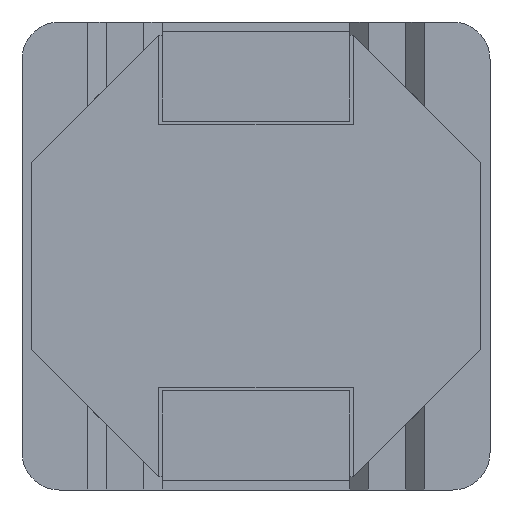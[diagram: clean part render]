
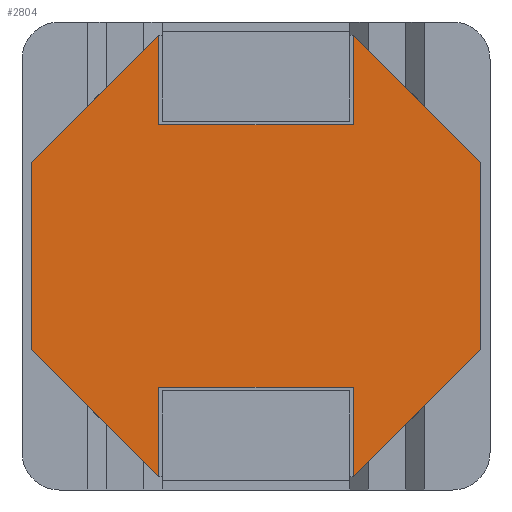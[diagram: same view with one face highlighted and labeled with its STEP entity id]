
A CAD part, front view. The second image highlights one B-rep face of the part: STEP entity #2804.
In plain terms, the highlighted planar face has unit normal (0, -1, 0).
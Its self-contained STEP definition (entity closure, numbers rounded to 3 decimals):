
#78 = EDGE_CURVE ( 'NONE', #2273, #2057, #3342, .T. ) ;
#111 = CARTESIAN_POINT ( 'NONE',  ( -6., 0., 0. ) ) ;
#116 = DIRECTION ( 'NONE',  ( 1., 0., 0. ) ) ;
#122 = EDGE_CURVE ( 'NONE', #838, #3878, #132, .T. ) ;
#132 = LINE ( 'NONE', #3883, #3050 ) ;
#250 = DIRECTION ( 'NONE',  ( 0., 0., 1. ) ) ;
#278 = ORIENTED_EDGE ( 'NONE', *, *, #2873, .F. ) ;
#284 = VERTEX_POINT ( 'NONE', #2502 ) ;
#334 = CARTESIAN_POINT ( 'NONE',  ( 2.6, 0., -3.5 ) ) ;
#336 = CARTESIAN_POINT ( 'NONE',  ( 2.6, 0., 0. ) ) ;
#340 = CARTESIAN_POINT ( 'NONE',  ( -2.6, 0., 5.9 ) ) ;
#375 = LINE ( 'NONE', #3234, #3486 ) ;
#408 = ORIENTED_EDGE ( 'NONE', *, *, #78, .F. ) ;
#452 = VECTOR ( 'NONE', #1780, 1000. ) ;
#472 = ORIENTED_EDGE ( 'NONE', *, *, #3367, .F. ) ;
#579 = LINE ( 'NONE', #1913, #3755 ) ;
#691 = DIRECTION ( 'NONE',  ( -0.707, 0., -0.707 ) ) ;
#712 = ORIENTED_EDGE ( 'NONE', *, *, #1247, .F. ) ;
#752 = VERTEX_POINT ( 'NONE', #957 ) ;
#838 = VERTEX_POINT ( 'NONE', #3921 ) ;
#957 = CARTESIAN_POINT ( 'NONE',  ( 2.6, 0., 5.9 ) ) ;
#967 = VECTOR ( 'NONE', #4136, 1000. ) ;
#1047 = VECTOR ( 'NONE', #1997, 1000. ) ;
#1117 = LINE ( 'NONE', #111, #3828 ) ;
#1242 = AXIS2_PLACEMENT_3D ( 'NONE', #3441, #3130, #250 ) ;
#1247 = EDGE_CURVE ( 'NONE', #2772, #3847, #3816, .T. ) ;
#1275 = VECTOR ( 'NONE', #2890, 1000. ) ;
#1413 = CARTESIAN_POINT ( 'NONE',  ( -2.6, 0., -5.9 ) ) ;
#1502 = DIRECTION ( 'NONE',  ( 0.707, 0., -0.707 ) ) ;
#1549 = CARTESIAN_POINT ( 'NONE',  ( 6., 0., 2.5 ) ) ;
#1561 = ORIENTED_EDGE ( 'NONE', *, *, #2196, .F. ) ;
#1616 = VECTOR ( 'NONE', #3581, 1000. ) ;
#1617 = VECTOR ( 'NONE', #2930, 1000. ) ;
#1716 = CARTESIAN_POINT ( 'NONE',  ( 2.6, 0., 0. ) ) ;
#1780 = DIRECTION ( 'NONE',  ( 0., 0., 1. ) ) ;
#1847 = ORIENTED_EDGE ( 'NONE', *, *, #3419, .F. ) ;
#1856 = FACE_OUTER_BOUND ( 'NONE', #3016, .T. ) ;
#1900 = CARTESIAN_POINT ( 'NONE',  ( 6., 0., 0. ) ) ;
#1913 = CARTESIAN_POINT ( 'NONE',  ( 2.6, 0., 5.9 ) ) ;
#1997 = DIRECTION ( 'NONE',  ( -0.707, 0., 0.707 ) ) ;
#2013 = CARTESIAN_POINT ( 'NONE',  ( 2.6, 0., -5.9 ) ) ;
#2057 = VERTEX_POINT ( 'NONE', #3556 ) ;
#2196 = EDGE_CURVE ( 'NONE', #752, #2772, #579, .T. ) ;
#2223 = EDGE_CURVE ( 'NONE', #2057, #2926, #375, .T. ) ;
#2254 = ORIENTED_EDGE ( 'NONE', *, *, #2276, .F. ) ;
#2258 = CARTESIAN_POINT ( 'NONE',  ( -6., 0., 2.5 ) ) ;
#2273 = VERTEX_POINT ( 'NONE', #334 ) ;
#2275 = LINE ( 'NONE', #3273, #1047 ) ;
#2276 = EDGE_CURVE ( 'NONE', #3824, #838, #2281, .T. ) ;
#2281 = LINE ( 'NONE', #3521, #1616 ) ;
#2297 = CARTESIAN_POINT ( 'NONE',  ( 6., 0., -2.5 ) ) ;
#2323 = DIRECTION ( 'NONE',  ( 0., 0., -1. ) ) ;
#2421 = VERTEX_POINT ( 'NONE', #3497 ) ;
#2437 = ORIENTED_EDGE ( 'NONE', *, *, #2223, .F. ) ;
#2487 = EDGE_CURVE ( 'NONE', #2926, #2421, #2275, .T. ) ;
#2502 = CARTESIAN_POINT ( 'NONE',  ( -6., 0., 2.5 ) ) ;
#2616 = VECTOR ( 'NONE', #691, 1000. ) ;
#2648 = LINE ( 'NONE', #1716, #452 ) ;
#2703 = CARTESIAN_POINT ( 'NONE',  ( 2.6, 0., 3.5 ) ) ;
#2746 = CARTESIAN_POINT ( 'NONE',  ( 6., 0., -2.5 ) ) ;
#2772 = VERTEX_POINT ( 'NONE', #1549 ) ;
#2775 = ORIENTED_EDGE ( 'NONE', *, *, #3192, .F. ) ;
#2804 = ADVANCED_FACE ( 'NONE', ( #1856 ), #3752, .F. ) ;
#2873 = EDGE_CURVE ( 'NONE', #3185, #2273, #3215, .T. ) ;
#2890 = DIRECTION ( 'NONE',  ( 0., 0., 1. ) ) ;
#2926 = VERTEX_POINT ( 'NONE', #1413 ) ;
#2930 = DIRECTION ( 'NONE',  ( 0.707, 0., 0.707 ) ) ;
#3001 = CARTESIAN_POINT ( 'NONE',  ( 0., 0., -3.5 ) ) ;
#3016 = EDGE_LOOP ( 'NONE', ( #278, #4030, #712, #1561, #1847, #3807, #2254, #2775, #472, #3248, #2437, #408 ) ) ;
#3050 = VECTOR ( 'NONE', #116, 1000. ) ;
#3130 = DIRECTION ( 'NONE',  ( 0., 1., 0. ) ) ;
#3156 = EDGE_CURVE ( 'NONE', #3847, #3185, #3880, .T. ) ;
#3185 = VERTEX_POINT ( 'NONE', #2013 ) ;
#3192 = EDGE_CURVE ( 'NONE', #284, #3824, #3228, .T. ) ;
#3215 = LINE ( 'NONE', #336, #1275 ) ;
#3228 = LINE ( 'NONE', #2258, #1617 ) ;
#3234 = CARTESIAN_POINT ( 'NONE',  ( -2.6, 0., 0. ) ) ;
#3248 = ORIENTED_EDGE ( 'NONE', *, *, #2487, .F. ) ;
#3273 = CARTESIAN_POINT ( 'NONE',  ( -2.6, 0., -5.9 ) ) ;
#3278 = DIRECTION ( 'NONE',  ( -1., 0., 0. ) ) ;
#3337 = DIRECTION ( 'NONE',  ( 0., 0., 1. ) ) ;
#3342 = LINE ( 'NONE', #3001, #3925 ) ;
#3367 = EDGE_CURVE ( 'NONE', #2421, #284, #1117, .T. ) ;
#3419 = EDGE_CURVE ( 'NONE', #3878, #752, #2648, .T. ) ;
#3441 = CARTESIAN_POINT ( 'NONE',  ( 0., 0., 0. ) ) ;
#3486 = VECTOR ( 'NONE', #2323, 1000. ) ;
#3497 = CARTESIAN_POINT ( 'NONE',  ( -6., 0., -2.5 ) ) ;
#3521 = CARTESIAN_POINT ( 'NONE',  ( -2.6, 0., 0. ) ) ;
#3556 = CARTESIAN_POINT ( 'NONE',  ( -2.6, 0., -3.5 ) ) ;
#3581 = DIRECTION ( 'NONE',  ( 0., 0., -1. ) ) ;
#3752 = PLANE ( 'NONE',  #1242 ) ;
#3755 = VECTOR ( 'NONE', #1502, 1000. ) ;
#3807 = ORIENTED_EDGE ( 'NONE', *, *, #122, .F. ) ;
#3816 = LINE ( 'NONE', #1900, #967 ) ;
#3824 = VERTEX_POINT ( 'NONE', #340 ) ;
#3828 = VECTOR ( 'NONE', #3337, 1000. ) ;
#3847 = VERTEX_POINT ( 'NONE', #2746 ) ;
#3878 = VERTEX_POINT ( 'NONE', #2703 ) ;
#3880 = LINE ( 'NONE', #2297, #2616 ) ;
#3883 = CARTESIAN_POINT ( 'NONE',  ( 0., 0., 3.5 ) ) ;
#3921 = CARTESIAN_POINT ( 'NONE',  ( -2.6, 0., 3.5 ) ) ;
#3925 = VECTOR ( 'NONE', #3278, 1000. ) ;
#4030 = ORIENTED_EDGE ( 'NONE', *, *, #3156, .F. ) ;
#4136 = DIRECTION ( 'NONE',  ( 0., 0., -1. ) ) ;
